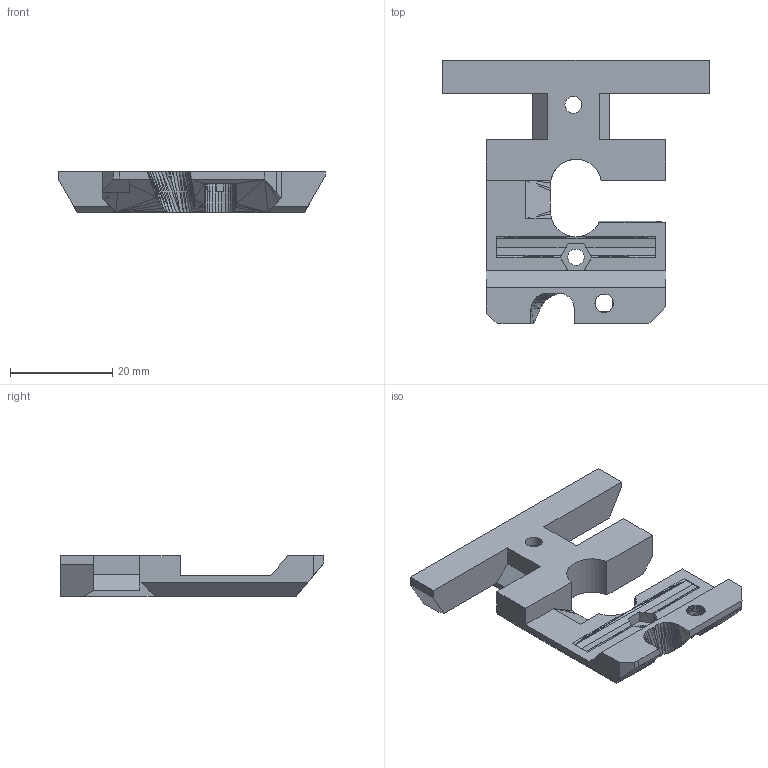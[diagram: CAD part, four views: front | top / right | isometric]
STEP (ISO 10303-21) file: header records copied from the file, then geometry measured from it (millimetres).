
FILE_DESCRIPTION(/* description */ (''),/* implementation_level */ '2;1');
FILE_NAME(/* name */ 'mod-x-carriage-back.step',/* time_stamp */ '2021-12-09T23:07:57+01:00',/* author */ (''),/* organization */ (''),/* preprocessor_version */ 'ST-DEVELOPER v18.1',/* originating_system */ 'Autodesk Translation Framework v10.10.0.1391',/* authorisation */ '');
FILE_SCHEMA (('AUTOMOTIVE_DESIGN { 1 0 10303 214 3 1 1 }'));
Length unit declared in the file: millimetre
Products named in the file (1): x-carriage-back
Bounding box: 52 x 51.48 x 8 mm (x, y, z)
Volume: 8069 mm3; surface area: 5110.7 mm2
Topology: 1 solids, 1 shells, 409 faces, 1016 edges, 610 vertices
Faces by surface type: plane 362, bspline 44, cylinder 3
Full cylindrical faces by diameter (mm): 3.3 x1, 6.2 x1
Entity records: 19732 total; most frequent: CARTESIAN_POINT 10560, ORIENTED_EDGE 2032, DIRECTION 1651, EDGE_CURVE 1016, LINE 887, VECTOR 887, VERTEX_POINT 610, EDGE_LOOP 416
